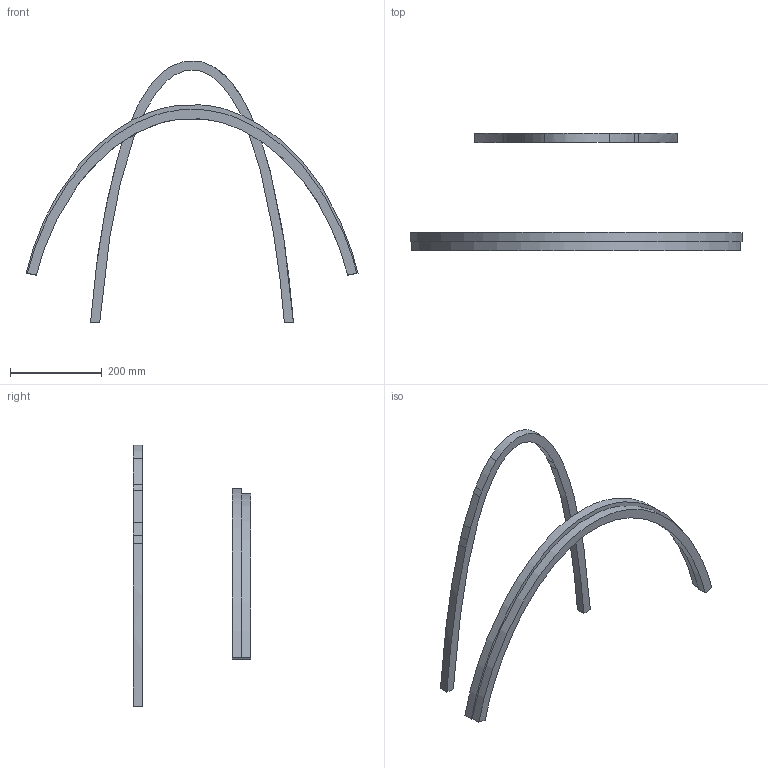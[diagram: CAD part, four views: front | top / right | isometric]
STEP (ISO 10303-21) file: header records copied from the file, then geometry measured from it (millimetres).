
FILE_DESCRIPTION(/* description */ (''),/* implementation_level */ '2;1');
FILE_NAME(/* name */ 'windowpillars v2.step',/* time_stamp */ '2024-03-28T11:48:22+09:00',/* author */ (''),/* organization */ (''),/* preprocessor_version */ 'ST-DEVELOPER v20',/* originating_system */ 'Autodesk Translation Framework v12.20.1.177',/* authorisation */ '');
FILE_SCHEMA (('AUTOMOTIVE_DESIGN { 1 0 10303 214 3 1 1 }'));
Length unit declared in the file: millimetre
Products named in the file (1): windowpillars
Bounding box: 723.23 x 255.9 x 570.51 mm (x, y, z)
Volume: 1470482.1 mm3; surface area: 274155 mm2
Topology: 3 solids, 3 shells, 31 faces, 75 edges, 50 vertices
Faces by surface type: plane 16, bspline 15
Entity records: 4590 total; most frequent: CARTESIAN_POINT 3932, ORIENTED_EDGE 150, DIRECTION 79, EDGE_CURVE 75, VERTEX_POINT 50, LINE 45, VECTOR 45, FACE_OUTER_BOUND 31
